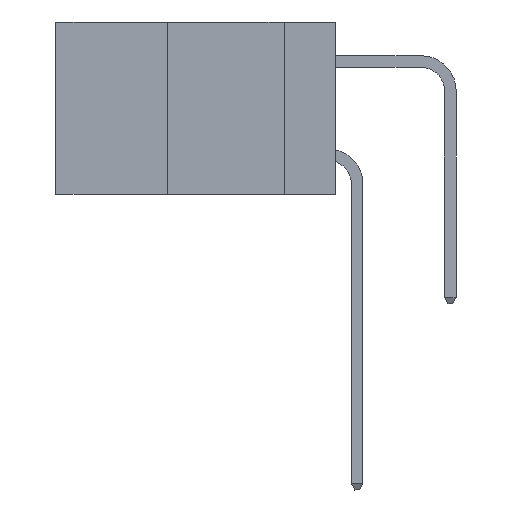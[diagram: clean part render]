
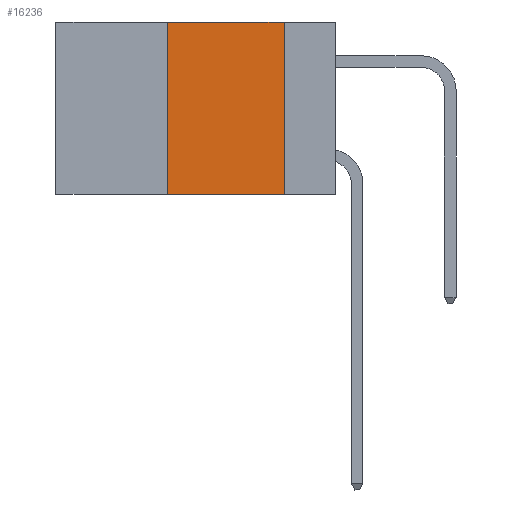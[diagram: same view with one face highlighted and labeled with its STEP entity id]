
A CAD part, left-side view. The second image highlights one B-rep face of the part: STEP entity #16236.
In plain terms, the highlighted planar face has unit normal (-1, 0, 0).
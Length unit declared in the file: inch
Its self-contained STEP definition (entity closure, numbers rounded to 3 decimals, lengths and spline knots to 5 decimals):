
#237 = LINE ( 'NONE', #2390, #1821 ) ;
#960 = VERTEX_POINT ( 'NONE', #16883 ) ;
#1320 = DIRECTION ( 'NONE',  ( 0., 0., -1. ) ) ;
#1593 = DIRECTION ( 'NONE',  ( 1., 0., 0. ) ) ;
#1821 = VECTOR ( 'NONE', #8482, 39.37008 ) ;
#2327 = CARTESIAN_POINT ( 'NONE',  ( 0., 0.11, -0.37 ) ) ;
#2390 = CARTESIAN_POINT ( 'NONE',  ( 0., 0.6, -0.37 ) ) ;
#2956 = VERTEX_POINT ( 'NONE', #7372 ) ;
#5649 = CARTESIAN_POINT ( 'NONE',  ( 0., 0.36, 0. ) ) ;
#5771 = CARTESIAN_POINT ( 'NONE',  ( 0., 0.36, 0. ) ) ;
#5993 = ORIENTED_EDGE ( 'NONE', *, *, #14840, .F. ) ;
#6853 = CARTESIAN_POINT ( 'NONE',  ( 0., 0.11, 0. ) ) ;
#7372 = CARTESIAN_POINT ( 'NONE',  ( 0., 0.11, 0. ) ) ;
#8170 = VERTEX_POINT ( 'NONE', #2327 ) ;
#8482 = DIRECTION ( 'NONE',  ( 0., -1., 0. ) ) ;
#8751 = VECTOR ( 'NONE', #22973, 39.37008 ) ;
#9848 = DIRECTION ( 'NONE',  ( 0., 0., 1. ) ) ;
#10849 = ORIENTED_EDGE ( 'NONE', *, *, #17786, .F. ) ;
#13416 = LINE ( 'NONE', #15180, #18719 ) ;
#13736 = VECTOR ( 'NONE', #9848, 39.37008 ) ;
#13776 = ORIENTED_EDGE ( 'NONE', *, *, #16872, .T. ) ;
#14046 = PLANE ( 'NONE',  #25596 ) ;
#14840 = EDGE_CURVE ( 'NONE', #960, #16577, #19992, .T. ) ;
#15180 = CARTESIAN_POINT ( 'NONE',  ( 0., 0.6, 0. ) ) ;
#16236 = ADVANCED_FACE ( 'NONE', ( #17981 ), #14046, .F. ) ;
#16577 = VERTEX_POINT ( 'NONE', #5649 ) ;
#16802 = EDGE_CURVE ( 'NONE', #2956, #8170, #17143, .T. ) ;
#16872 = EDGE_CURVE ( 'NONE', #960, #8170, #237, .T. ) ;
#16883 = CARTESIAN_POINT ( 'NONE',  ( 0., 0.36, -0.37 ) ) ;
#17143 = LINE ( 'NONE', #6853, #8751 ) ;
#17769 = EDGE_LOOP ( 'NONE', ( #22918, #10849, #5993, #13776 ) ) ;
#17786 = EDGE_CURVE ( 'NONE', #16577, #2956, #13416, .T. ) ;
#17981 = FACE_OUTER_BOUND ( 'NONE', #17769, .T. ) ;
#18719 = VECTOR ( 'NONE', #23456, 39.37008 ) ;
#19992 = LINE ( 'NONE', #5771, #13736 ) ;
#22918 = ORIENTED_EDGE ( 'NONE', *, *, #16802, .F. ) ;
#22973 = DIRECTION ( 'NONE',  ( 0., 0., -1. ) ) ;
#23456 = DIRECTION ( 'NONE',  ( 0., -1., 0. ) ) ;
#25596 = AXIS2_PLACEMENT_3D ( 'NONE', #26247, #1593, #1320 ) ;
#26247 = CARTESIAN_POINT ( 'NONE',  ( 0., 0.6, 0. ) ) ;
